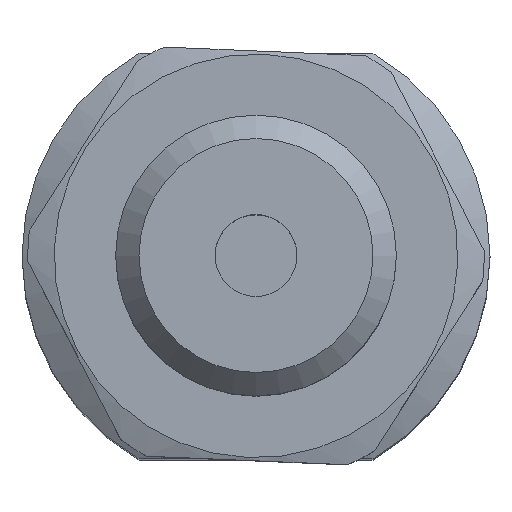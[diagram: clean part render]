
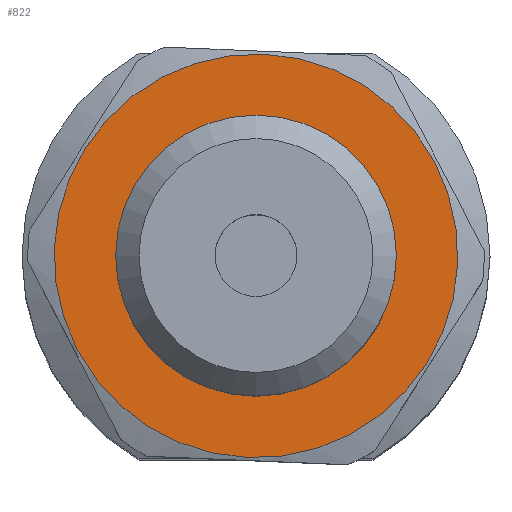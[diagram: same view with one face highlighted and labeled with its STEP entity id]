
A CAD part, top view. The second image highlights one B-rep face of the part: STEP entity #822.
In plain terms, the highlighted planar face has unit normal (0, 0, 1).
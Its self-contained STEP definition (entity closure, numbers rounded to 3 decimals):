
#49=FACE_BOUND('',#142,.T.);
#55=PLANE('',#900);
#89=FACE_OUTER_BOUND('',#141,.T.);
#141=EDGE_LOOP('',(#564,#565));
#142=EDGE_LOOP('',(#566));
#300=CIRCLE('',#901,6.9);
#301=CIRCLE('',#902,6.9);
#302=CIRCLE('',#903,4.8);
#350=VERTEX_POINT('',#1265);
#351=VERTEX_POINT('',#1266);
#352=VERTEX_POINT('',#1269);
#434=EDGE_CURVE('',#350,#351,#300,.T.);
#435=EDGE_CURVE('',#351,#350,#301,.T.);
#436=EDGE_CURVE('',#352,#352,#302,.T.);
#564=ORIENTED_EDGE('',*,*,#434,.T.);
#565=ORIENTED_EDGE('',*,*,#435,.T.);
#566=ORIENTED_EDGE('',*,*,#436,.F.);
#822=ADVANCED_FACE('',(#89,#49),#55,.T.);
#900=AXIS2_PLACEMENT_3D('',#1264,#1014,#1015);
#901=AXIS2_PLACEMENT_3D('',#1267,#1016,#1017);
#902=AXIS2_PLACEMENT_3D('',#1268,#1018,#1019);
#903=AXIS2_PLACEMENT_3D('',#1270,#1020,#1021);
#1014=DIRECTION('center_axis',(0.,0.,
1.));
#1015=DIRECTION('ref_axis',(0.463,-0.887,0.));
#1016=DIRECTION('center_axis',(0.,0.,
1.));
#1017=DIRECTION('ref_axis',(-0.887,-0.463,0.));
#1018=DIRECTION('center_axis',(0.,0.,
1.));
#1019=DIRECTION('ref_axis',(-0.887,-0.463,0.));
#1020=DIRECTION('center_axis',(0.,0.,
1.));
#1021=DIRECTION('ref_axis',(-1.,0.,0.));
#1264=CARTESIAN_POINT('Origin',(0.,0.,
30.4));
#1265=CARTESIAN_POINT('',(-6.117,-3.193,30.4));
#1266=CARTESIAN_POINT('',(6.117,3.193,30.4));
#1267=CARTESIAN_POINT('Origin',(0.,0.,
30.4));
#1268=CARTESIAN_POINT('Origin',(0.,0.,
30.4));
#1269=CARTESIAN_POINT('',(4.8,0.,30.4));
#1270=CARTESIAN_POINT('Origin',(0.,0.,30.4));
